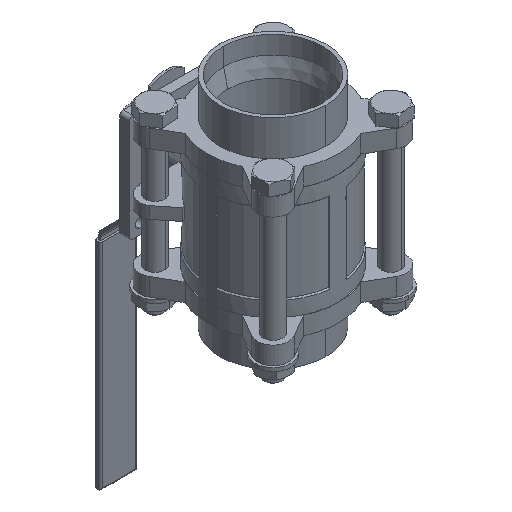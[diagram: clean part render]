
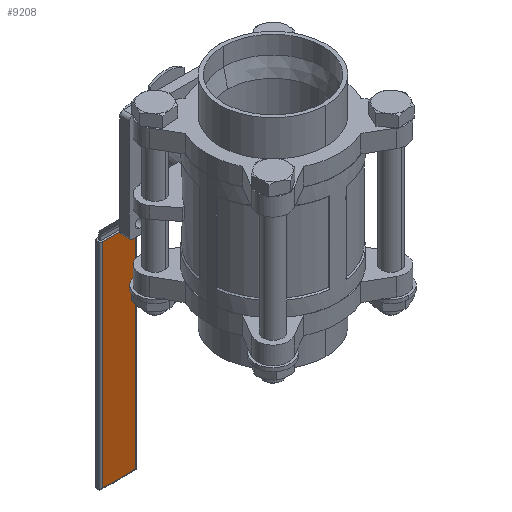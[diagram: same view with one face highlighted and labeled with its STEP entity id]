
A CAD part, isometric view. The second image highlights one B-rep face of the part: STEP entity #9208.
In plain terms, the highlighted planar face has unit normal (0, -1, 0).
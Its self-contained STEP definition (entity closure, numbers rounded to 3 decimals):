
#1120 = EDGE_LOOP ( 'NONE', ( #19277, #19230, #19278, #19401 ) ) ;
#4664 = LINE ( 'NONE', #9356, #4667 ) ;
#4665 = LINE ( 'NONE', #9355, #4669 ) ;
#4666 = LINE ( 'NONE', #9347, #4673 ) ;
#4667 = VECTOR ( 'NONE', #9351, 1000. ) ;
#4669 = VECTOR ( 'NONE', #9361, 1000. ) ;
#4673 = VECTOR ( 'NONE', #9365, 1000. ) ;
#4720 = CIRCLE ( 'NONE', #11813, 180.989 ) ;
#9208 = ADVANCED_FACE ( 'NONE', ( #13640 ), #12416, .F. ) ;
#9347 = CARTESIAN_POINT ( 'NONE',  ( -14., 38.5, -267.8 ) ) ;
#9351 = DIRECTION ( 'NONE',  ( 0., 0., 1. ) ) ;
#9355 = CARTESIAN_POINT ( 'NONE',  ( 15.5, 38.5, -87.699 ) ) ;
#9356 = CARTESIAN_POINT ( 'NONE',  ( 14., 38.5, -87.699 ) ) ;
#9361 = DIRECTION ( 'NONE',  ( -1., 0., 0. ) ) ;
#9365 = DIRECTION ( 'NONE',  ( 0., 0., -1. ) ) ;
#9443 = CARTESIAN_POINT ( 'NONE',  ( 0., 38.5, -85.971 ) ) ;
#9444 = DIRECTION ( 'NONE',  ( 0., -1., 0. ) ) ;
#9445 = DIRECTION ( 'NONE',  ( 0., 0., 1. ) ) ;
#11043 = EDGE_CURVE ( 'NONE', #19370, #19193, #4664, .T. ) ;
#11044 = EDGE_CURVE ( 'NONE', #19193, #19189, #4665, .T. ) ;
#11046 = EDGE_CURVE ( 'NONE', #19189, #19291, #4666, .T. ) ;
#11117 = EDGE_CURVE ( 'NONE', #19291, #19370, #4720, .T. ) ;
#11813 = AXIS2_PLACEMENT_3D ( 'NONE', #9443, #9444, #9445 ) ;
#12414 = CARTESIAN_POINT ( 'NONE',  ( 14., 38.5, -86.199 ) ) ;
#12416 = PLANE ( 'NONE',  #16741 ) ;
#12419 = DIRECTION ( 'NONE',  ( 0., 1., 0. ) ) ;
#12420 = DIRECTION ( 'NONE',  ( 0., 0., 1. ) ) ;
#13640 = FACE_OUTER_BOUND ( 'NONE', #1120, .T. ) ;
#15920 = CARTESIAN_POINT ( 'NONE',  ( 14., 38.5, -87.699 ) ) ;
#15926 = CARTESIAN_POINT ( 'NONE',  ( -14., 38.5, -87.699 ) ) ;
#16015 = CARTESIAN_POINT ( 'NONE',  ( -14., 38.5, -266.417 ) ) ;
#16110 = CARTESIAN_POINT ( 'NONE',  ( 14., 38.5, -266.417 ) ) ;
#16741 = AXIS2_PLACEMENT_3D ( 'NONE', #12414, #12419, #12420 ) ;
#19189 = VERTEX_POINT ( 'NONE', #15926 ) ;
#19193 = VERTEX_POINT ( 'NONE', #15920 ) ;
#19230 = ORIENTED_EDGE ( 'NONE', *, *, #11046, .T. ) ;
#19277 = ORIENTED_EDGE ( 'NONE', *, *, #11044, .T. ) ;
#19278 = ORIENTED_EDGE ( 'NONE', *, *, #11117, .T. ) ;
#19291 = VERTEX_POINT ( 'NONE', #16015 ) ;
#19370 = VERTEX_POINT ( 'NONE', #16110 ) ;
#19401 = ORIENTED_EDGE ( 'NONE', *, *, #11043, .T. ) ;
